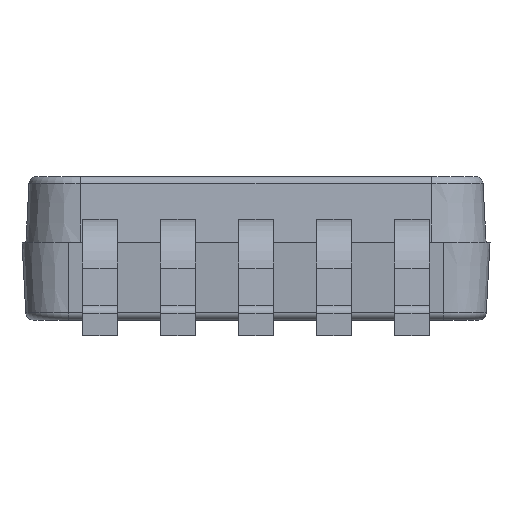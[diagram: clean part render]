
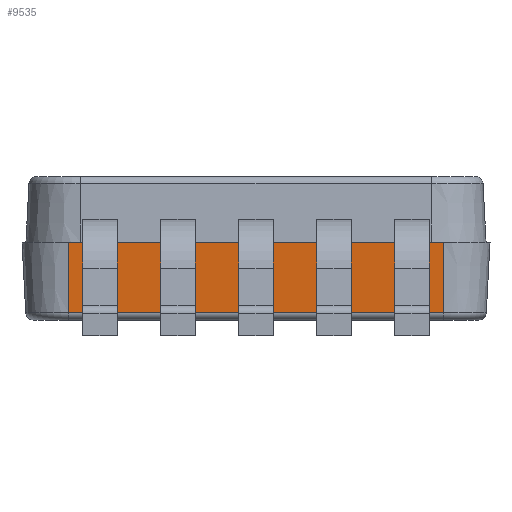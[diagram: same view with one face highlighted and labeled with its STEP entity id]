
A CAD part, front view. The second image highlights one B-rep face of the part: STEP entity #9535.
In plain terms, the highlighted planar face has unit normal (0, -0.999, -0.052).
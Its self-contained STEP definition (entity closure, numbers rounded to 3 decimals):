
#464 = VERTEX_POINT ( 'NONE', #876 ) ;
#662 = ORIENTED_EDGE ( 'NONE', *, *, #16592, .F. ) ;
#876 = CARTESIAN_POINT ( 'NONE',  ( -0.39, -1.5, 0. ) ) ;
#926 = CARTESIAN_POINT ( 'NONE',  ( -0.89, -1.5, 0. ) ) ;
#1062 = VERTEX_POINT ( 'NONE', #12594 ) ;
#1410 = VECTOR ( 'NONE', #12000, 1000. ) ;
#2080 = CARTESIAN_POINT ( 'NONE',  ( -1.2, -1.5, 0. ) ) ;
#2107 = EDGE_CURVE ( 'NONE', #25796, #17103, #14161, .T. ) ;
#2153 = LINE ( 'NONE', #24997, #8094 ) ;
#2249 = ORIENTED_EDGE ( 'NONE', *, *, #8631, .F. ) ;
#2260 = ORIENTED_EDGE ( 'NONE', *, *, #19230, .F. ) ;
#2479 = EDGE_CURVE ( 'NONE', #2512, #13221, #11967, .T. ) ;
#2512 = VERTEX_POINT ( 'NONE', #16596 ) ;
#2590 = ORIENTED_EDGE ( 'NONE', *, *, #9839, .T. ) ;
#2713 = CARTESIAN_POINT ( 'NONE',  ( -1.2, -1.5, 0. ) ) ;
#2959 = LINE ( 'NONE', #19544, #10742 ) ;
#3061 = ORIENTED_EDGE ( 'NONE', *, *, #9688, .F. ) ;
#3899 = CARTESIAN_POINT ( 'NONE',  ( -1.11, -1.5, 0. ) ) ;
#3920 = CARTESIAN_POINT ( 'NONE',  ( 0.39, -1.5, 0. ) ) ;
#3921 = DIRECTION ( 'NONE',  ( 1., 0., 0. ) ) ;
#4064 = ORIENTED_EDGE ( 'NONE', *, *, #19776, .F. ) ;
#4319 = LINE ( 'NONE', #20925, #16395 ) ;
#4338 = EDGE_CURVE ( 'NONE', #17103, #464, #2153, .T. ) ;
#4484 = DIRECTION ( 'NONE',  ( 1., 0., 0. ) ) ;
#4789 = CARTESIAN_POINT ( 'NONE',  ( 1.2, -1.476, -0.453 ) ) ;
#4989 = VERTEX_POINT ( 'NONE', #6669 ) ;
#4992 = CARTESIAN_POINT ( 'NONE',  ( -1.2, -1.5, 0. ) ) ;
#5788 = CARTESIAN_POINT ( 'NONE',  ( 1.2, -1.476, -0.453 ) ) ;
#6091 = DIRECTION ( 'NONE',  ( 0., -0.052, 0.999 ) ) ;
#6406 = VECTOR ( 'NONE', #19611, 1000. ) ;
#6531 = ORIENTED_EDGE ( 'NONE', *, *, #2107, .F. ) ;
#6640 = LINE ( 'NONE', #22796, #21845 ) ;
#6669 = CARTESIAN_POINT ( 'NONE',  ( 1.11, -1.5, 0. ) ) ;
#6844 = VECTOR ( 'NONE', #7422, 1000. ) ;
#6871 = EDGE_CURVE ( 'NONE', #4989, #22011, #17720, .T. ) ;
#7074 = DIRECTION ( 'NONE',  ( 0., -0.999, -0.052 ) ) ;
#7422 = DIRECTION ( 'NONE',  ( 1., 0., 0. ) ) ;
#7525 = CARTESIAN_POINT ( 'NONE',  ( -1.2, -1.5, 0. ) ) ;
#8094 = VECTOR ( 'NONE', #14648, 1000. ) ;
#8215 = CARTESIAN_POINT ( 'NONE',  ( -0.11, -1.5, 0. ) ) ;
#8463 = EDGE_CURVE ( 'NONE', #13221, #25796, #2959, .T. ) ;
#8631 = EDGE_CURVE ( 'NONE', #16016, #17799, #23455, .T. ) ;
#8662 = VECTOR ( 'NONE', #15594, 1000. ) ;
#8823 = VERTEX_POINT ( 'NONE', #24647 ) ;
#8962 = PLANE ( 'NONE',  #10553 ) ;
#9290 = VECTOR ( 'NONE', #22439, 1000. ) ;
#9535 = ADVANCED_FACE ( 'NONE', ( #26062 ), #8962, .T. ) ;
#9688 = EDGE_CURVE ( 'NONE', #8823, #2512, #22944, .T. ) ;
#9839 = EDGE_CURVE ( 'NONE', #10935, #22011, #6640, .T. ) ;
#9942 = VECTOR ( 'NONE', #22173, 1000. ) ;
#10149 = VECTOR ( 'NONE', #6091, 1000. ) ;
#10553 = AXIS2_PLACEMENT_3D ( 'NONE', #4992, #7074, #17507 ) ;
#10742 = VECTOR ( 'NONE', #17498, 1000. ) ;
#10935 = VERTEX_POINT ( 'NONE', #5788 ) ;
#11300 = LINE ( 'NONE', #4789, #6406 ) ;
#11450 = CARTESIAN_POINT ( 'NONE',  ( 0.11, -1.5, 0. ) ) ;
#11896 = VERTEX_POINT ( 'NONE', #8215 ) ;
#11967 = LINE ( 'NONE', #16185, #9290 ) ;
#12000 = DIRECTION ( 'NONE',  ( 1., 0., 0. ) ) ;
#12396 = CARTESIAN_POINT ( 'NONE',  ( -1.2, -1.5, 0. ) ) ;
#12594 = CARTESIAN_POINT ( 'NONE',  ( 0.89, -1.5, 0. ) ) ;
#12636 = LINE ( 'NONE', #2713, #14188 ) ;
#12932 = ORIENTED_EDGE ( 'NONE', *, *, #18895, .F. ) ;
#13221 = VERTEX_POINT ( 'NONE', #3899 ) ;
#13706 = EDGE_LOOP ( 'NONE', ( #3061, #26631, #2590, #17105, #2260, #12932, #2249, #4064, #23852, #662, #25301, #6531, #24826, #18481 ) ) ;
#14161 = LINE ( 'NONE', #2080, #1410 ) ;
#14188 = VECTOR ( 'NONE', #4484, 1000. ) ;
#14293 = LINE ( 'NONE', #12396, #15925 ) ;
#14613 = VERTEX_POINT ( 'NONE', #11450 ) ;
#14648 = DIRECTION ( 'NONE',  ( 1., 0., 0. ) ) ;
#15532 = DIRECTION ( 'NONE',  ( 1., 0., 0. ) ) ;
#15558 = EDGE_CURVE ( 'NONE', #8823, #10935, #11300, .T. ) ;
#15576 = CARTESIAN_POINT ( 'NONE',  ( 1.2, -1.5, 0. ) ) ;
#15594 = DIRECTION ( 'NONE',  ( 1., 0., 0. ) ) ;
#15875 = CARTESIAN_POINT ( 'NONE',  ( -0.61, -1.5, 0. ) ) ;
#15925 = VECTOR ( 'NONE', #16341, 1000. ) ;
#16007 = CARTESIAN_POINT ( 'NONE',  ( -1.2, -1.5, 0. ) ) ;
#16016 = VERTEX_POINT ( 'NONE', #3920 ) ;
#16185 = CARTESIAN_POINT ( 'NONE',  ( -1.2, -1.5, 0. ) ) ;
#16341 = DIRECTION ( 'NONE',  ( 1., 0., 0. ) ) ;
#16395 = VECTOR ( 'NONE', #3921, 1000. ) ;
#16535 = CARTESIAN_POINT ( 'NONE',  ( -1.2, -1.5, 0. ) ) ;
#16592 = EDGE_CURVE ( 'NONE', #464, #11896, #26350, .T. ) ;
#16596 = CARTESIAN_POINT ( 'NONE',  ( -1.2, -1.5, 0. ) ) ;
#17103 = VERTEX_POINT ( 'NONE', #15875 ) ;
#17105 = ORIENTED_EDGE ( 'NONE', *, *, #6871, .F. ) ;
#17193 = CARTESIAN_POINT ( 'NONE',  ( -1.2, -1.5, 0. ) ) ;
#17498 = DIRECTION ( 'NONE',  ( 1., 0., 0. ) ) ;
#17507 = DIRECTION ( 'NONE',  ( 0., 0.052, -0.999 ) ) ;
#17720 = LINE ( 'NONE', #26010, #6844 ) ;
#17799 = VERTEX_POINT ( 'NONE', #24593 ) ;
#18481 = ORIENTED_EDGE ( 'NONE', *, *, #2479, .F. ) ;
#18895 = EDGE_CURVE ( 'NONE', #17799, #1062, #14293, .T. ) ;
#18937 = VECTOR ( 'NONE', #15532, 1000. ) ;
#19230 = EDGE_CURVE ( 'NONE', #1062, #4989, #12636, .T. ) ;
#19544 = CARTESIAN_POINT ( 'NONE',  ( -1.2, -1.5, 0. ) ) ;
#19611 = DIRECTION ( 'NONE',  ( 1., 0., 0. ) ) ;
#19776 = EDGE_CURVE ( 'NONE', #14613, #16016, #20024, .T. ) ;
#20024 = LINE ( 'NONE', #7525, #9942 ) ;
#20925 = CARTESIAN_POINT ( 'NONE',  ( -1.2, -1.5, 0. ) ) ;
#21845 = VECTOR ( 'NONE', #26884, 1000. ) ;
#22011 = VERTEX_POINT ( 'NONE', #15576 ) ;
#22173 = DIRECTION ( 'NONE',  ( 1., 0., 0. ) ) ;
#22439 = DIRECTION ( 'NONE',  ( 1., 0., 0. ) ) ;
#22796 = CARTESIAN_POINT ( 'NONE',  ( 1.2, -1.5, 0. ) ) ;
#22944 = LINE ( 'NONE', #16535, #10149 ) ;
#23455 = LINE ( 'NONE', #17193, #18937 ) ;
#23852 = ORIENTED_EDGE ( 'NONE', *, *, #26183, .F. ) ;
#24593 = CARTESIAN_POINT ( 'NONE',  ( 0.61, -1.5, 0. ) ) ;
#24647 = CARTESIAN_POINT ( 'NONE',  ( -1.2, -1.476, -0.453 ) ) ;
#24826 = ORIENTED_EDGE ( 'NONE', *, *, #8463, .F. ) ;
#24997 = CARTESIAN_POINT ( 'NONE',  ( -1.2, -1.5, 0. ) ) ;
#25301 = ORIENTED_EDGE ( 'NONE', *, *, #4338, .F. ) ;
#25796 = VERTEX_POINT ( 'NONE', #926 ) ;
#26010 = CARTESIAN_POINT ( 'NONE',  ( -1.2, -1.5, 0. ) ) ;
#26062 = FACE_OUTER_BOUND ( 'NONE', #13706, .T. ) ;
#26183 = EDGE_CURVE ( 'NONE', #11896, #14613, #4319, .T. ) ;
#26350 = LINE ( 'NONE', #16007, #8662 ) ;
#26631 = ORIENTED_EDGE ( 'NONE', *, *, #15558, .T. ) ;
#26884 = DIRECTION ( 'NONE',  ( 0., -0.052, 0.999 ) ) ;
